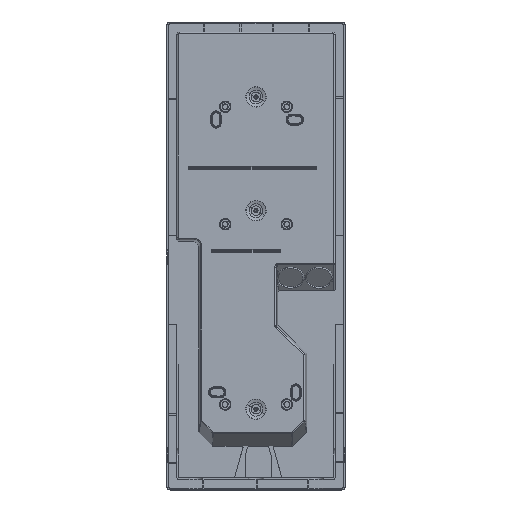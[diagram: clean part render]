
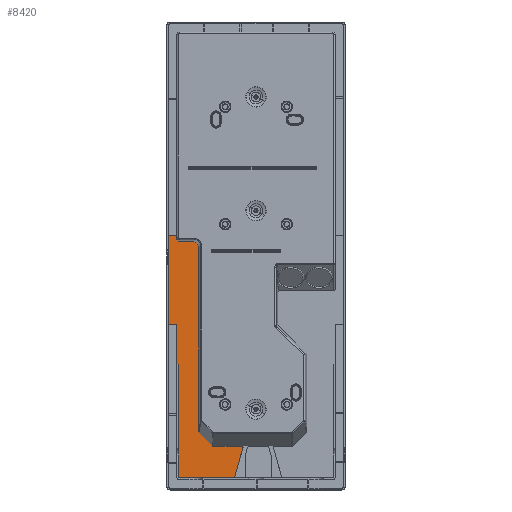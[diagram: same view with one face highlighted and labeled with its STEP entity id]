
A CAD part, left-side view. The second image highlights one B-rep face of the part: STEP entity #8420.
In plain terms, the highlighted planar face has unit normal (-1, 0, 0).
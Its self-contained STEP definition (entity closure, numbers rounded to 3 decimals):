
#6173=CARTESIAN_POINT('Axis2P3D Location',(-24.7,0.,0.)) ;
#6836=CARTESIAN_POINT('Vertex',(-24.7,17.714,-183.319)) ;
#6843=CARTESIAN_POINT('Vertex',(-24.7,10.586,-157.252)) ;
#6846=CARTESIAN_POINT('Line Origine',(-24.7,14.15,-170.286)) ;
#6867=CARTESIAN_POINT('Vertex',(-24.7,36.297,-156.954)) ;
#6871=CARTESIAN_POINT('Control Point',(-24.7,36.297,-156.954)) ;
#6872=CARTESIAN_POINT('Control Point',(-24.7,36.167,-157.09)) ;
#6873=CARTESIAN_POINT('Control Point',(-24.7,36.006,-157.197)) ;
#6874=CARTESIAN_POINT('Control Point',(-24.7,35.818,-157.252)) ;
#6875=CARTESIAN_POINT('Control Point',(-24.7,35.631,-157.252)) ;
#6876=CARTESIAN_POINT('Vertex',(-24.7,35.631,-157.252)) ;
#6899=CARTESIAN_POINT('Vertex',(-24.7,46.977,-145.704)) ;
#6902=CARTESIAN_POINT('Line Origine',(-24.7,37.797,-155.374)) ;
#6923=CARTESIAN_POINT('Vertex',(-24.7,47.279,-144.911)) ;
#6927=CARTESIAN_POINT('Control Point',(-24.7,47.279,-144.911)) ;
#6928=CARTESIAN_POINT('Control Point',(-24.7,47.279,-145.128)) ;
#6929=CARTESIAN_POINT('Control Point',(-24.7,47.23,-145.346)) ;
#6930=CARTESIAN_POINT('Control Point',(-24.7,47.126,-145.547)) ;
#6931=CARTESIAN_POINT('Control Point',(-24.7,46.977,-145.704)) ;
#6948=CARTESIAN_POINT('Vertex',(-24.7,47.279,7.026)) ;
#6951=CARTESIAN_POINT('Line Origine',(-24.7,47.279,19.281)) ;
#6972=CARTESIAN_POINT('Vertex',(-24.7,52.26,12.007)) ;
#6976=CARTESIAN_POINT('Control Point',(-24.7,47.279,7.026)) ;
#6977=CARTESIAN_POINT('Control Point',(-24.7,47.279,8.591)) ;
#6978=CARTESIAN_POINT('Control Point',(-24.7,47.886,10.159)) ;
#6979=CARTESIAN_POINT('Control Point',(-24.7,49.127,11.399)) ;
#6980=CARTESIAN_POINT('Control Point',(-24.7,50.695,12.007)) ;
#6981=CARTESIAN_POINT('Control Point',(-24.7,52.26,12.007)) ;
#6999=CARTESIAN_POINT('Vertex',(-24.7,63.32,12.007)) ;
#7002=CARTESIAN_POINT('Line Origine',(-24.7,0.,12.007)) ;
#7053=CARTESIAN_POINT('Vertex',(-24.7,63.82,-183.319)) ;
#7056=CARTESIAN_POINT('Line Origine',(-24.7,63.82,-136.436)) ;
#7060=CARTESIAN_POINT('Vertex',(-24.7,63.82,-89.553)) ;
#7091=CARTESIAN_POINT('Line Origine',(-24.7,0.,-157.252)) ;
#7161=CARTESIAN_POINT('Line Origine',(-24.7,40.767,-183.319)) ;
#7617=CARTESIAN_POINT('Line Origine',(-24.7,64.57,-89.553)) ;
#7621=CARTESIAN_POINT('Vertex',(-24.7,65.32,-89.553)) ;
#8188=CARTESIAN_POINT('Vertex',(-24.7,65.32,14.015)) ;
#8192=CARTESIAN_POINT('Control Point',(-24.7,65.32,14.015)) ;
#8193=CARTESIAN_POINT('Control Point',(-24.7,65.32,13.385)) ;
#8194=CARTESIAN_POINT('Control Point',(-24.7,65.075,12.755)) ;
#8195=CARTESIAN_POINT('Control Point',(-24.7,64.58,12.255)) ;
#8196=CARTESIAN_POINT('Control Point',(-24.7,63.949,12.007)) ;
#8197=CARTESIAN_POINT('Control Point',(-24.7,63.32,12.007)) ;
#8368=CARTESIAN_POINT('Line Origine',(-24.7,68.82,-56.577)) ;
#8372=CARTESIAN_POINT('Vertex',(-24.7,65.32,-56.577)) ;
#8374=CARTESIAN_POINT('Vertex',(-24.7,72.32,-56.577)) ;
#8377=CARTESIAN_POINT('Line Origine',(-24.7,65.32,-73.065)) ;
#8382=CARTESIAN_POINT('Line Origine',(-24.7,65.32,15.296)) ;
#8386=CARTESIAN_POINT('Vertex',(-24.7,65.32,16.577)) ;
#8389=CARTESIAN_POINT('Line Origine',(-24.7,68.82,16.577)) ;
#8393=CARTESIAN_POINT('Vertex',(-24.7,72.32,16.577)) ;
#8396=CARTESIAN_POINT('Line Origine',(-24.7,72.32,-20.)) ;
#6174=DIRECTION('Axis2P3D Direction',(-1.,0.,0.)) ;
#6175=DIRECTION('Axis2P3D XDirection',(0.,-1.,0.)) ;
#6847=DIRECTION('Vector Direction',(0.,0.264,-0.965)) ;
#6903=DIRECTION('Vector Direction',(0.,-0.689,-0.725)) ;
#6952=DIRECTION('Vector Direction',(0.,0.,-1.)) ;
#7003=DIRECTION('Vector Direction',(0.,-1.,0.)) ;
#7057=DIRECTION('Vector Direction',(0.,0.,1.)) ;
#7092=DIRECTION('Vector Direction',(0.,-1.,0.)) ;
#7162=DIRECTION('Vector Direction',(0.,-1.,0.)) ;
#7618=DIRECTION('Vector Direction',(0.,-1.,0.)) ;
#8369=DIRECTION('Vector Direction',(0.,-1.,0.)) ;
#8378=DIRECTION('Vector Direction',(0.,0.,-1.)) ;
#8383=DIRECTION('Vector Direction',(0.,0.,1.)) ;
#8390=DIRECTION('Vector Direction',(0.,-1.,0.)) ;
#8397=DIRECTION('Vector Direction',(0.,0.,1.)) ;
#6176=AXIS2_PLACEMENT_3D('Plane Axis2P3D',#6173,#6174,#6175) ;
#8402=ORIENTED_EDGE('',*,*,#8376,.F.) ;
#8403=ORIENTED_EDGE('',*,*,#8381,.F.) ;
#8404=ORIENTED_EDGE('',*,*,#7623,.F.) ;
#8405=ORIENTED_EDGE('',*,*,#7062,.F.) ;
#8406=ORIENTED_EDGE('',*,*,#7165,.F.) ;
#8407=ORIENTED_EDGE('',*,*,#6850,.F.) ;
#8408=ORIENTED_EDGE('',*,*,#7095,.T.) ;
#8409=ORIENTED_EDGE('',*,*,#6878,.F.) ;
#8410=ORIENTED_EDGE('',*,*,#6906,.T.) ;
#8411=ORIENTED_EDGE('',*,*,#6932,.F.) ;
#8412=ORIENTED_EDGE('',*,*,#6955,.T.) ;
#8413=ORIENTED_EDGE('',*,*,#6982,.T.) ;
#8414=ORIENTED_EDGE('',*,*,#7006,.T.) ;
#8415=ORIENTED_EDGE('',*,*,#8198,.F.) ;
#8416=ORIENTED_EDGE('',*,*,#8388,.T.) ;
#8417=ORIENTED_EDGE('',*,*,#8395,.F.) ;
#8418=ORIENTED_EDGE('',*,*,#8400,.F.) ;
#6848=VECTOR('Line Direction',#6847,1.) ;
#6904=VECTOR('Line Direction',#6903,1.) ;
#6953=VECTOR('Line Direction',#6952,1.) ;
#7004=VECTOR('Line Direction',#7003,1.) ;
#7058=VECTOR('Line Direction',#7057,1.) ;
#7093=VECTOR('Line Direction',#7092,1.) ;
#7163=VECTOR('Line Direction',#7162,1.) ;
#7619=VECTOR('Line Direction',#7618,1.) ;
#8370=VECTOR('Line Direction',#8369,1.) ;
#8379=VECTOR('Line Direction',#8378,1.) ;
#8384=VECTOR('Line Direction',#8383,1.) ;
#8391=VECTOR('Line Direction',#8390,1.) ;
#8398=VECTOR('Line Direction',#8397,1.) ;
#8420=ADVANCED_FACE('Body.2',(#8419),#6177,.T.) ;
#6870=B_SPLINE_CURVE_WITH_KNOTS('',4,(#6871,#6872,#6873,#6874,#6875),.UNSPECIFIED.,.F.,.U.,(5,5),(0.,1.061),.UNSPECIFIED.) ;
#6926=B_SPLINE_CURVE_WITH_KNOTS('',4,(#6927,#6928,#6929,#6930,#6931),.UNSPECIFIED.,.F.,.U.,(5,5),(0.,1.229),.UNSPECIFIED.) ;
#6975=B_SPLINE_CURVE_WITH_KNOTS('',5,(#6976,#6977,#6978,#6979,#6980,#6981),.UNSPECIFIED.,.F.,.U.,(6,6),(0.,11.069),.UNSPECIFIED.) ;
#8191=B_SPLINE_CURVE_WITH_KNOTS('',5,(#8192,#8193,#8194,#8195,#8196,#8197),.UNSPECIFIED.,.F.,.U.,(6,6),(0.,4.451),.UNSPECIFIED.) ;
#6850=EDGE_CURVE('',#6844,#6837,#6849,.T.) ;
#6878=EDGE_CURVE('',#6868,#6877,#6870,.T.) ;
#6906=EDGE_CURVE('',#6868,#6900,#6905,.F.) ;
#6932=EDGE_CURVE('',#6924,#6900,#6926,.T.) ;
#6955=EDGE_CURVE('',#6924,#6949,#6954,.F.) ;
#6982=EDGE_CURVE('',#6949,#6973,#6975,.T.) ;
#7006=EDGE_CURVE('',#6973,#7000,#7005,.F.) ;
#7062=EDGE_CURVE('',#7054,#7061,#7059,.T.) ;
#7095=EDGE_CURVE('',#6844,#6877,#7094,.F.) ;
#7165=EDGE_CURVE('',#6837,#7054,#7164,.F.) ;
#7623=EDGE_CURVE('',#7061,#7622,#7620,.F.) ;
#8198=EDGE_CURVE('',#8189,#7000,#8191,.T.) ;
#8376=EDGE_CURVE('',#8373,#8375,#8371,.F.) ;
#8381=EDGE_CURVE('',#7622,#8373,#8380,.F.) ;
#8388=EDGE_CURVE('',#8189,#8387,#8385,.T.) ;
#8395=EDGE_CURVE('',#8394,#8387,#8392,.T.) ;
#8400=EDGE_CURVE('',#8375,#8394,#8399,.T.) ;
#8401=EDGE_LOOP('',(#8402,#8403,#8404,#8405,#8406,#8407,#8408,#8409,#8410,#8411,#8412,#8413,#8414,#8415,#8416,#8417,#8418)) ;
#8419=FACE_OUTER_BOUND('',#8401,.T.) ;
#6849=LINE('Line',#6846,#6848) ;
#6905=LINE('Line',#6902,#6904) ;
#6954=LINE('Line',#6951,#6953) ;
#7005=LINE('Line',#7002,#7004) ;
#7059=LINE('Line',#7056,#7058) ;
#7094=LINE('Line',#7091,#7093) ;
#7164=LINE('Line',#7161,#7163) ;
#7620=LINE('Line',#7617,#7619) ;
#8371=LINE('Line',#8368,#8370) ;
#8380=LINE('Line',#8377,#8379) ;
#8385=LINE('Line',#8382,#8384) ;
#8392=LINE('Line',#8389,#8391) ;
#8399=LINE('Line',#8396,#8398) ;
#6177=PLANE('',#6176) ;
#6837=VERTEX_POINT('',#6836) ;
#6844=VERTEX_POINT('',#6843) ;
#6868=VERTEX_POINT('',#6867) ;
#6877=VERTEX_POINT('',#6876) ;
#6900=VERTEX_POINT('',#6899) ;
#6924=VERTEX_POINT('',#6923) ;
#6949=VERTEX_POINT('',#6948) ;
#6973=VERTEX_POINT('',#6972) ;
#7000=VERTEX_POINT('',#6999) ;
#7054=VERTEX_POINT('',#7053) ;
#7061=VERTEX_POINT('',#7060) ;
#7622=VERTEX_POINT('',#7621) ;
#8189=VERTEX_POINT('',#8188) ;
#8373=VERTEX_POINT('',#8372) ;
#8375=VERTEX_POINT('',#8374) ;
#8387=VERTEX_POINT('',#8386) ;
#8394=VERTEX_POINT('',#8393) ;
